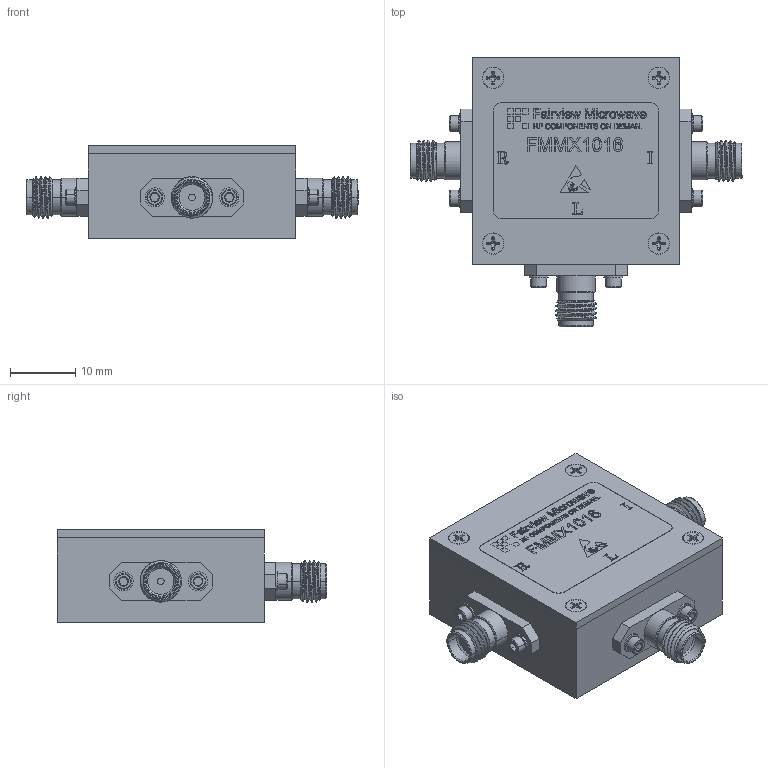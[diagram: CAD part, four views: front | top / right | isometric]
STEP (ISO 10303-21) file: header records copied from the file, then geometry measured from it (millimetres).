
FILE_DESCRIPTION (( 'STEP AP214' ), '1' );
FILE_NAME ('FMMX1016_3D.step', '2024-01-29T19:14:26', ( '' ), ( '' ), 'SwSTEP 2.0', 'SolidWorks 2022', '' );
FILE_SCHEMA (( 'AUTOMOTIVE_DESIGN' ));
Length unit declared in the file: inch
Products named in the file (1): FMMX1016_3D
Bounding box: 50.9 x 41.33 x 14.35 mm (x, y, z)
Volume: 15283 mm3; surface area: 5425 mm2
Topology: 1 solids, 17 shells, 1472 faces, 3782 edges, 2457 vertices
Faces by surface type: plane 741, bspline 280, cylinder 263, cone 188
Entity records: 67844 total; most frequent: CARTESIAN_POINT 34830, ORIENTED_EDGE 7516, DIRECTION 5637, EDGE_CURVE 3758, VERTEX_POINT 2457, VECTOR 2223, LINE 2223, AXIS2_PLACEMENT_3D 1707
